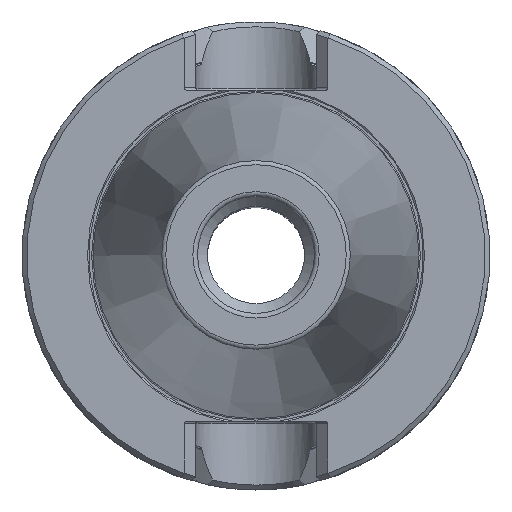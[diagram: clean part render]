
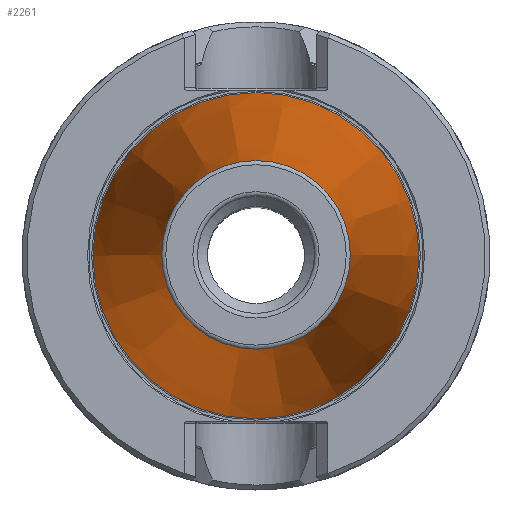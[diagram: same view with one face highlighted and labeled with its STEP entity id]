
A CAD part, top view. The second image highlights one B-rep face of the part: STEP entity #2261.
In plain terms, the highlighted conical face has half-angle 8.297 degrees and reference radius 19.788 mm.
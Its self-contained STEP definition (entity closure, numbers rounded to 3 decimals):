
#217=CONICAL_SURFACE('',#2406,19.788,0.145);
#315=ORIENTED_EDGE('',*,*,#700,.T.);
#316=ORIENTED_EDGE('',*,*,#699,.F.);
#699=EDGE_CURVE('',#903,#903,#1053,.F.);
#700=EDGE_CURVE('',#904,#904,#1054,.F.);
#903=VERTEX_POINT('',#3082);
#904=VERTEX_POINT('',#3085);
#1053=CIRCLE('',#2405,20.154);
#1054=CIRCLE('',#2407,34.849);
#1163=EDGE_LOOP('',(#315));
#1164=EDGE_LOOP('',(#316));
#1327=FACE_BOUND('',#1163,.T.);
#1328=FACE_BOUND('',#1164,.T.);
#2261=ADVANCED_FACE('',(#1327,#1328),#217,.T.);
#2405=AXIS2_PLACEMENT_3D('',#3081,#2658,#2659);
#2406=AXIS2_PLACEMENT_3D('',#3083,#2660,#2661);
#2407=AXIS2_PLACEMENT_3D('',#3084,#2662,#2663);
#2658=DIRECTION('',(0.,0.,-1.));
#2659=DIRECTION('',(-1.,0.,0.));
#2660=DIRECTION('',(0.,0.,-1.));
#2661=DIRECTION('',(-1.,0.,0.));
#2662=DIRECTION('',(0.,0.,-1.));
#2663=DIRECTION('',(-1.,0.,0.));
#3081=CARTESIAN_POINT('',(0.,0.,101.286));
#3082=CARTESIAN_POINT('',(-20.154,0.,101.286));
#3083=CARTESIAN_POINT('',(0.,0.,103.8));
#3084=CARTESIAN_POINT('',(0.,0.,0.524));
#3085=CARTESIAN_POINT('',(-34.849,0.,0.524));
